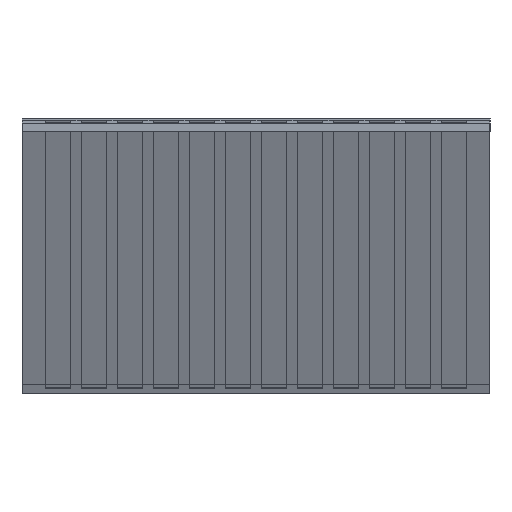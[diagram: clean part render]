
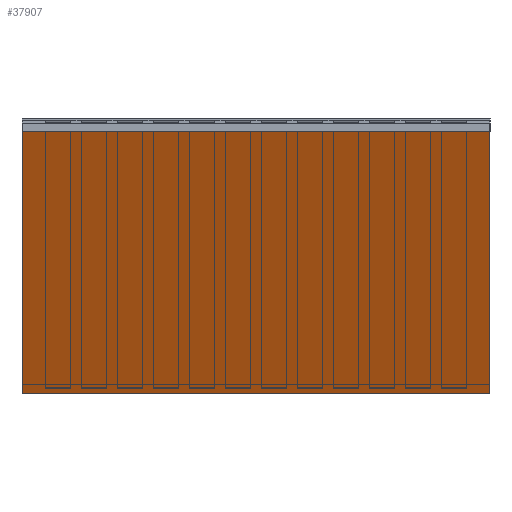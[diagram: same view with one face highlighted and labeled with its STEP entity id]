
A CAD part, left-side view. The second image highlights one B-rep face of the part: STEP entity #37907.
In plain terms, the highlighted planar face has unit normal (-0.913, 0, -0.407).
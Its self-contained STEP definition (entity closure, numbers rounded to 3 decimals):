
#638=ORIENTED_EDGE('',*,*,#8596,.T.);
#639=ORIENTED_EDGE('',*,*,#8960,.F.);
#640=ORIENTED_EDGE('',*,*,#8752,.F.);
#641=ORIENTED_EDGE('',*,*,#8962,.T.);
#8596=EDGE_CURVE('',#12795,#12794,#15574,.T.);
#8752=EDGE_CURVE('',#12948,#12949,#15730,.T.);
#8960=EDGE_CURVE('',#12949,#12794,#15938,.T.);
#8962=EDGE_CURVE('',#12948,#12795,#15940,.T.);
#12794=VERTEX_POINT('',#47786);
#12795=VERTEX_POINT('',#47788);
#12948=VERTEX_POINT('',#48098);
#12949=VERTEX_POINT('',#48100);
#15574=LINE('',#47787,#19771);
#15730=LINE('',#48099,#19927);
#15938=LINE('',#48501,#20135);
#15940=LINE('',#48506,#20137);
#19771=VECTOR('',#40733,1000.);
#19927=VECTOR('',#40893,1000.);
#20135=VECTOR('',#41171,1000.);
#20137=VECTOR('',#41179,1000.);
#23946=EDGE_LOOP('',(#638,#639,#640,#641));
#25342=FACE_BOUND('',#23946,.T.);
#26738=PLANE('',#39310);
#37907=ADVANCED_FACE('',(#25342),#26738,.F.);
#39310=AXIS2_PLACEMENT_3D('',#48505,#41177,#41178);
#40733=DIRECTION('',(-0.407,0.,0.913));
#40893=DIRECTION('',(-0.407,0.,0.913));
#41171=DIRECTION('',(0.,-1.,0.));
#41177=DIRECTION('',(0.913,0.,0.407));
#41178=DIRECTION('',(0.407,0.,-0.913));
#41179=DIRECTION('',(0.,-1.,0.));
#47786=CARTESIAN_POINT('',(35.04,0.,-0.167));
#47787=CARTESIAN_POINT('',(35.04,0.,-0.167));
#47788=CARTESIAN_POINT('',(38.34,0.,-7.575));
#48098=CARTESIAN_POINT('',(38.34,13.,-7.575));
#48099=CARTESIAN_POINT('',(35.04,13.,-0.167));
#48100=CARTESIAN_POINT('',(35.04,13.,-0.167));
#48501=CARTESIAN_POINT('',(35.04,13.,-0.167));
#48505=CARTESIAN_POINT('',(35.04,13.,-0.167));
#48506=CARTESIAN_POINT('',(38.34,13.,-7.575));
